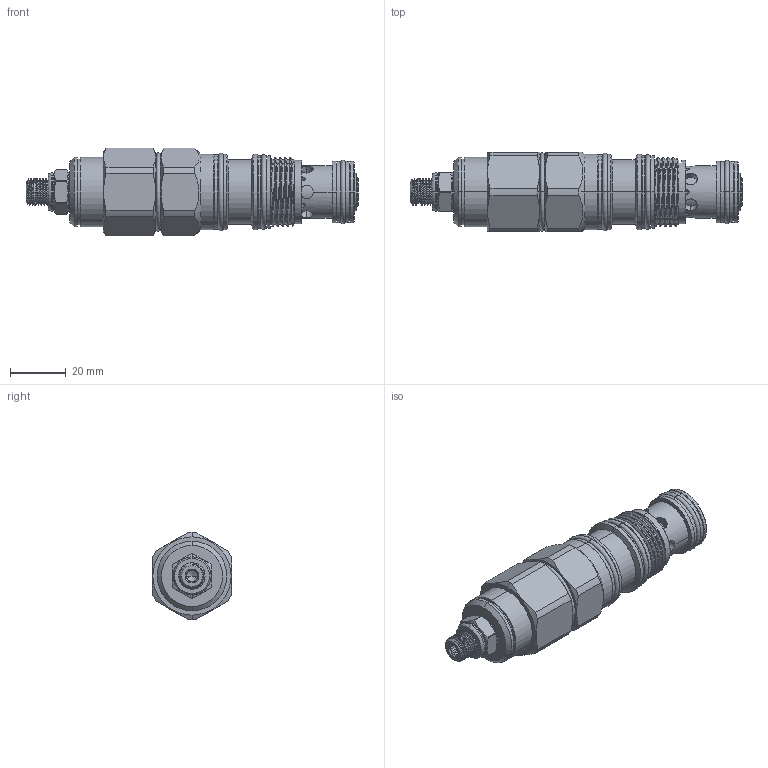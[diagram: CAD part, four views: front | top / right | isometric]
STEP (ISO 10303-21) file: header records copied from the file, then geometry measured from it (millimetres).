
FILE_DESCRIPTION (( 'STEP AP203' ), '1' );
FILE_NAME ('CA2A3B(3E)-L.STEP', '2020-03-18T03:56:53', ( '' ), ( '' ), 'SwSTEP 2.0', 'SolidWorks 2018', '' );
FILE_SCHEMA (( 'CONFIG_CONTROL_DESIGN' ));
Length unit declared in the file: millimetre
Products named in the file (1): CA2A3B(3E)-L
Bounding box: 119.63 x 28.57 x 31.6 mm (x, y, z)
Volume: 55410.3 mm3; surface area: 14872.1 mm2
Topology: 2 solids, 3 shells, 391 faces, 951 edges, 592 vertices
Faces by surface type: cylinder 190, plane 80, cone 67, torus 44, bspline 8, sphere 2
Entity records: 16233 total; most frequent: CARTESIAN_POINT 7328, ORIENTED_EDGE 1894, DIRECTION 1848, EDGE_CURVE 947, AXIS2_PLACEMENT_3D 789, VERTEX_POINT 591, EDGE_LOOP 422, CIRCLE 405
